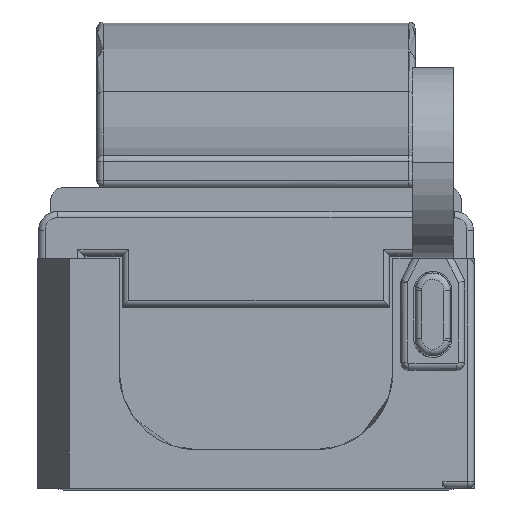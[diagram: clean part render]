
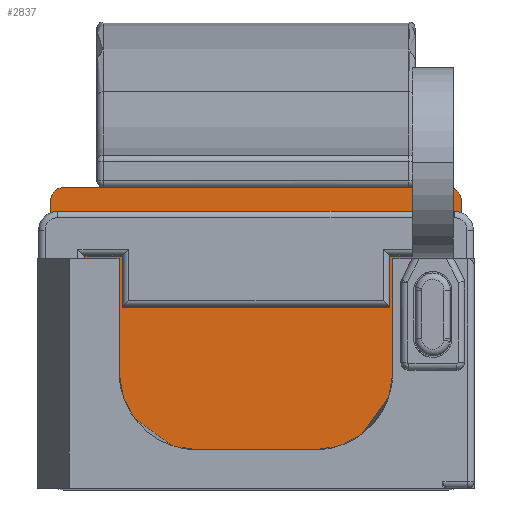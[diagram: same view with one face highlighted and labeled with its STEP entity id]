
A CAD part, top view. The second image highlights one B-rep face of the part: STEP entity #2837.
In plain terms, the highlighted planar face has unit normal (0, 0, 1).
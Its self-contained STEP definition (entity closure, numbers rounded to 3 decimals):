
#2117=AXIS2_PLACEMENT_3D('Circle Axis2P3D',#2115,#2116,$) ;
#2336=AXIS2_PLACEMENT_3D('Circle Axis2P3D',#2334,#2335,$) ;
#2703=AXIS2_PLACEMENT_3D('Plane Axis2P3D',#2700,#2701,#2702) ;
#2781=AXIS2_PLACEMENT_3D('Circle Axis2P3D',#2779,#2780,$) ;
#2800=AXIS2_PLACEMENT_3D('Circle Axis2P3D',#2798,#2799,$) ;
#1841=CARTESIAN_POINT('Vertex',(0.8,9.45,40.216)) ;
#1844=CARTESIAN_POINT('Line Origine',(6.85,9.45,40.216)) ;
#1848=CARTESIAN_POINT('Vertex',(12.9,9.45,40.216)) ;
#2115=CARTESIAN_POINT('Axis2P3D Location',(12.9,9.05,40.216)) ;
#2119=CARTESIAN_POINT('Vertex',(13.3,9.05,40.216)) ;
#2331=CARTESIAN_POINT('Vertex',(0.4,9.05,40.216)) ;
#2334=CARTESIAN_POINT('Axis2P3D Location',(0.8,9.05,40.216)) ;
#2700=CARTESIAN_POINT('Axis2P3D Location',(1.01,9.45,40.216)) ;
#2705=CARTESIAN_POINT('Line Origine',(1.95,7.2,40.216)) ;
#2709=CARTESIAN_POINT('Vertex',(2.55,7.2,40.216)) ;
#2711=CARTESIAN_POINT('Vertex',(1.35,7.2,40.216)) ;
#2714=CARTESIAN_POINT('Line Origine',(2.55,5.425,40.216)) ;
#2718=CARTESIAN_POINT('Vertex',(2.55,3.65,40.216)) ;
#2722=CARTESIAN_POINT('Control Point',(5.,1.2,40.216)) ;
#2723=CARTESIAN_POINT('Control Point',(4.23,1.2,40.216)) ;
#2724=CARTESIAN_POINT('Control Point',(3.46,1.501,40.216)) ;
#2725=CARTESIAN_POINT('Control Point',(2.851,2.11,40.216)) ;
#2726=CARTESIAN_POINT('Control Point',(2.55,2.88,40.216)) ;
#2727=CARTESIAN_POINT('Control Point',(2.55,3.65,40.216)) ;
#2728=CARTESIAN_POINT('Vertex',(5.,1.2,40.216)) ;
#2732=CARTESIAN_POINT('Control Point',(8.7,1.2,40.216)) ;
#2733=CARTESIAN_POINT('Control Point',(7.96,1.2,40.216)) ;
#2734=CARTESIAN_POINT('Control Point',(7.22,1.2,40.216)) ;
#2735=CARTESIAN_POINT('Control Point',(6.48,1.2,40.216)) ;
#2736=CARTESIAN_POINT('Control Point',(5.74,1.2,40.216)) ;
#2737=CARTESIAN_POINT('Control Point',(5.,1.2,40.216)) ;
#2738=CARTESIAN_POINT('Vertex',(8.7,1.2,40.216)) ;
#2742=CARTESIAN_POINT('Control Point',(11.15,3.65,40.216)) ;
#2743=CARTESIAN_POINT('Control Point',(11.15,2.88,40.216)) ;
#2744=CARTESIAN_POINT('Control Point',(10.849,2.11,40.216)) ;
#2745=CARTESIAN_POINT('Control Point',(10.24,1.501,40.216)) ;
#2746=CARTESIAN_POINT('Control Point',(9.47,1.2,40.216)) ;
#2747=CARTESIAN_POINT('Control Point',(8.7,1.2,40.216)) ;
#2748=CARTESIAN_POINT('Vertex',(11.15,3.65,40.216)) ;
#2751=CARTESIAN_POINT('Line Origine',(11.15,5.425,40.216)) ;
#2755=CARTESIAN_POINT('Vertex',(11.15,7.2,40.216)) ;
#2758=CARTESIAN_POINT('Line Origine',(11.75,7.2,40.216)) ;
#2762=CARTESIAN_POINT('Vertex',(12.35,7.2,40.216)) ;
#2765=CARTESIAN_POINT('Line Origine',(12.35,3.6,40.216)) ;
#2769=CARTESIAN_POINT('Vertex',(12.35,0.,40.216)) ;
#2772=CARTESIAN_POINT('Line Origine',(12.625,0.,40.216)) ;
#2776=CARTESIAN_POINT('Vertex',(12.9,0.,40.216)) ;
#2779=CARTESIAN_POINT('Axis2P3D Location',(12.9,0.4,40.216)) ;
#2783=CARTESIAN_POINT('Vertex',(13.3,0.4,40.216)) ;
#2786=CARTESIAN_POINT('Line Origine',(13.3,4.725,40.216)) ;
#2791=CARTESIAN_POINT('Line Origine',(0.4,4.725,40.216)) ;
#2795=CARTESIAN_POINT('Vertex',(0.4,0.4,40.216)) ;
#2798=CARTESIAN_POINT('Axis2P3D Location',(0.8,0.4,40.216)) ;
#2802=CARTESIAN_POINT('Vertex',(0.8,0.,40.216)) ;
#2805=CARTESIAN_POINT('Line Origine',(1.075,0.,40.216)) ;
#2809=CARTESIAN_POINT('Vertex',(1.35,0.,40.216)) ;
#2812=CARTESIAN_POINT('Line Origine',(1.35,3.6,40.216)) ;
#1845=DIRECTION('Vector Direction',(-1.,0.,0.)) ;
#2116=DIRECTION('Axis2P3D Direction',(0.,0.,-1.)) ;
#2335=DIRECTION('Axis2P3D Direction',(0.,0.,-1.)) ;
#2701=DIRECTION('Axis2P3D Direction',(-0.,0.,1.)) ;
#2702=DIRECTION('Axis2P3D XDirection',(0.,-1.,0.)) ;
#2706=DIRECTION('Vector Direction',(-1.,0.,0.)) ;
#2715=DIRECTION('Vector Direction',(0.,-1.,0.)) ;
#2752=DIRECTION('Vector Direction',(0.,-1.,0.)) ;
#2759=DIRECTION('Vector Direction',(1.,0.,0.)) ;
#2766=DIRECTION('Vector Direction',(0.,-1.,0.)) ;
#2773=DIRECTION('Vector Direction',(-1.,0.,0.)) ;
#2780=DIRECTION('Axis2P3D Direction',(-0.,0.,1.)) ;
#2787=DIRECTION('Vector Direction',(0.,-1.,0.)) ;
#2792=DIRECTION('Vector Direction',(0.,1.,0.)) ;
#2799=DIRECTION('Axis2P3D Direction',(-0.,0.,1.)) ;
#2806=DIRECTION('Vector Direction',(-1.,0.,0.)) ;
#2813=DIRECTION('Vector Direction',(0.,-1.,0.)) ;
#1846=VECTOR('Line Direction',#1845,1.) ;
#2707=VECTOR('Line Direction',#2706,1.) ;
#2716=VECTOR('Line Direction',#2715,1.) ;
#2753=VECTOR('Line Direction',#2752,1.) ;
#2760=VECTOR('Line Direction',#2759,1.) ;
#2767=VECTOR('Line Direction',#2766,1.) ;
#2774=VECTOR('Line Direction',#2773,1.) ;
#2788=VECTOR('Line Direction',#2787,1.) ;
#2793=VECTOR('Line Direction',#2792,1.) ;
#2807=VECTOR('Line Direction',#2806,1.) ;
#2814=VECTOR('Line Direction',#2813,1.) ;
#2818=ORIENTED_EDGE('',*,*,#2713,.F.) ;
#2819=ORIENTED_EDGE('',*,*,#2720,.T.) ;
#2820=ORIENTED_EDGE('',*,*,#2730,.F.) ;
#2821=ORIENTED_EDGE('',*,*,#2740,.F.) ;
#2822=ORIENTED_EDGE('',*,*,#2750,.F.) ;
#2823=ORIENTED_EDGE('',*,*,#2757,.F.) ;
#2824=ORIENTED_EDGE('',*,*,#2764,.F.) ;
#2825=ORIENTED_EDGE('',*,*,#2771,.T.) ;
#2826=ORIENTED_EDGE('',*,*,#2778,.F.) ;
#2827=ORIENTED_EDGE('',*,*,#2785,.T.) ;
#2828=ORIENTED_EDGE('',*,*,#2790,.F.) ;
#2829=ORIENTED_EDGE('',*,*,#2121,.T.) ;
#2830=ORIENTED_EDGE('',*,*,#1850,.T.) ;
#2831=ORIENTED_EDGE('',*,*,#2338,.T.) ;
#2832=ORIENTED_EDGE('',*,*,#2797,.F.) ;
#2833=ORIENTED_EDGE('',*,*,#2804,.T.) ;
#2834=ORIENTED_EDGE('',*,*,#2811,.F.) ;
#2835=ORIENTED_EDGE('',*,*,#2816,.F.) ;
#2837=ADVANCED_FACE('1132060000',(#2836),#2704,.T.) ;
#2721=B_SPLINE_CURVE_WITH_KNOTS('',5,(#2722,#2723,#2724,#2725,#2726,#2727),.UNSPECIFIED.,.F.,.U.,(6,6),(0.,4.054),.UNSPECIFIED.) ;
#2731=B_SPLINE_CURVE_WITH_KNOTS('',5,(#2732,#2733,#2734,#2735,#2736,#2737),.UNSPECIFIED.,.F.,.U.,(6,6),(0.,3.7),.UNSPECIFIED.) ;
#2741=B_SPLINE_CURVE_WITH_KNOTS('',5,(#2742,#2743,#2744,#2745,#2746,#2747),.UNSPECIFIED.,.F.,.U.,(6,6),(0.,4.054),.UNSPECIFIED.) ;
#2118=CIRCLE('generated circle',#2117,0.4) ;
#2337=CIRCLE('generated circle',#2336,0.4) ;
#2782=CIRCLE('generated circle',#2781,0.4) ;
#2801=CIRCLE('generated circle',#2800,0.4) ;
#1850=EDGE_CURVE('',#1849,#1842,#1847,.T.) ;
#2121=EDGE_CURVE('',#2120,#1849,#2118,.F.) ;
#2338=EDGE_CURVE('',#1842,#2332,#2337,.F.) ;
#2713=EDGE_CURVE('',#2710,#2712,#2708,.T.) ;
#2720=EDGE_CURVE('',#2710,#2719,#2717,.T.) ;
#2730=EDGE_CURVE('',#2729,#2719,#2721,.T.) ;
#2740=EDGE_CURVE('',#2739,#2729,#2731,.T.) ;
#2750=EDGE_CURVE('',#2749,#2739,#2741,.T.) ;
#2757=EDGE_CURVE('',#2756,#2749,#2754,.T.) ;
#2764=EDGE_CURVE('',#2763,#2756,#2761,.F.) ;
#2771=EDGE_CURVE('',#2763,#2770,#2768,.T.) ;
#2778=EDGE_CURVE('',#2777,#2770,#2775,.T.) ;
#2785=EDGE_CURVE('',#2777,#2784,#2782,.T.) ;
#2790=EDGE_CURVE('',#2120,#2784,#2789,.T.) ;
#2797=EDGE_CURVE('',#2796,#2332,#2794,.T.) ;
#2804=EDGE_CURVE('',#2796,#2803,#2801,.T.) ;
#2811=EDGE_CURVE('',#2810,#2803,#2808,.T.) ;
#2816=EDGE_CURVE('',#2712,#2810,#2815,.T.) ;
#2817=EDGE_LOOP('',(#2818,#2819,#2820,#2821,#2822,#2823,#2824,#2825,#2826,#2827,#2828,#2829,#2830,#2831,#2832,#2833,#2834,#2835)) ;
#2836=FACE_OUTER_BOUND('',#2817,.T.) ;
#1847=LINE('Line',#1844,#1846) ;
#2708=LINE('Line',#2705,#2707) ;
#2717=LINE('Line',#2714,#2716) ;
#2754=LINE('Line',#2751,#2753) ;
#2761=LINE('Line',#2758,#2760) ;
#2768=LINE('Line',#2765,#2767) ;
#2775=LINE('Line',#2772,#2774) ;
#2789=LINE('Line',#2786,#2788) ;
#2794=LINE('Line',#2791,#2793) ;
#2808=LINE('Line',#2805,#2807) ;
#2815=LINE('Line',#2812,#2814) ;
#2704=PLANE('',#2703) ;
#1842=VERTEX_POINT('',#1841) ;
#1849=VERTEX_POINT('',#1848) ;
#2120=VERTEX_POINT('',#2119) ;
#2332=VERTEX_POINT('',#2331) ;
#2710=VERTEX_POINT('',#2709) ;
#2712=VERTEX_POINT('',#2711) ;
#2719=VERTEX_POINT('',#2718) ;
#2729=VERTEX_POINT('',#2728) ;
#2739=VERTEX_POINT('',#2738) ;
#2749=VERTEX_POINT('',#2748) ;
#2756=VERTEX_POINT('',#2755) ;
#2763=VERTEX_POINT('',#2762) ;
#2770=VERTEX_POINT('',#2769) ;
#2777=VERTEX_POINT('',#2776) ;
#2784=VERTEX_POINT('',#2783) ;
#2796=VERTEX_POINT('',#2795) ;
#2803=VERTEX_POINT('',#2802) ;
#2810=VERTEX_POINT('',#2809) ;
